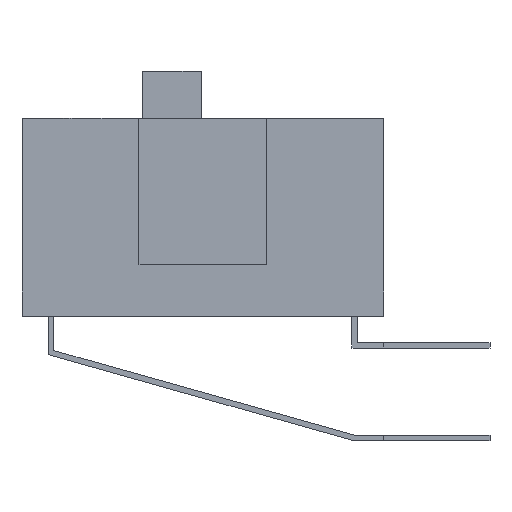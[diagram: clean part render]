
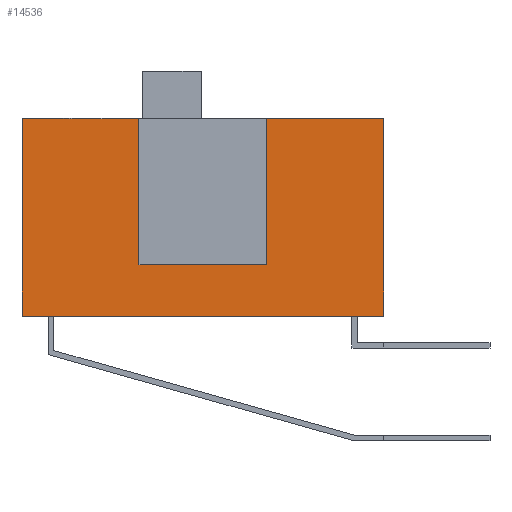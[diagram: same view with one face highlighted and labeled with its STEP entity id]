
A CAD part, left-side view. The second image highlights one B-rep face of the part: STEP entity #14536.
In plain terms, the highlighted planar face has unit normal (-1, 0, 0).
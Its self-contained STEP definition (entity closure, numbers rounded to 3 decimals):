
#587 = LINE ( 'NONE', #706, #705 ) ;
#704 = DIRECTION ( 'NONE',  ( 0., -1., 0. ) ) ;
#705 = VECTOR ( 'NONE', #704, 1000. ) ;
#706 = CARTESIAN_POINT ( 'NONE',  ( 0., 0., 0. ) ) ;
#2350 = CARTESIAN_POINT ( 'NONE',  ( 0., 0., 0. ) ) ;
#2436 = VECTOR ( 'NONE', #2438, 1000. ) ;
#2438 = DIRECTION ( 'NONE',  ( 0., 0., -1. ) ) ;
#2439 = CARTESIAN_POINT ( 'NONE',  ( 0., 0., 0. ) ) ;
#2441 = DIRECTION ( 'NONE',  ( 0., 1., 0. ) ) ;
#2442 = VECTOR ( 'NONE', #2441, 1000. ) ;
#2443 = CARTESIAN_POINT ( 'NONE',  ( 0., 0., -5.4 ) ) ;
#2444 = LINE ( 'NONE', #2443, #2442 ) ;
#2458 = LINE ( 'NONE', #2439, #2436 ) ;
#2495 = CARTESIAN_POINT ( 'NONE',  ( 0., 6.7, -4. ) ) ;
#2593 = CARTESIAN_POINT ( 'NONE',  ( 0., 9.9, -5.4 ) ) ;
#2619 = CARTESIAN_POINT ( 'NONE',  ( 0., 0., -5.4 ) ) ;
#2764 = CARTESIAN_POINT ( 'NONE',  ( 0., 6.7, 0. ) ) ;
#2828 = DIRECTION ( 'NONE',  ( 0., -1., 0. ) ) ;
#2829 = VECTOR ( 'NONE', #2828, 1000. ) ;
#2830 = CARTESIAN_POINT ( 'NONE',  ( 0., 0., 0. ) ) ;
#2835 = LINE ( 'NONE', #2830, #2829 ) ;
#2902 = CARTESIAN_POINT ( 'NONE',  ( 0., 3.2, 0. ) ) ;
#2904 = CARTESIAN_POINT ( 'NONE',  ( 0., 9.9, 0. ) ) ;
#3153 = PLANE ( 'NONE',  #3180 ) ;
#3156 = DIRECTION ( 'NONE',  ( 0., 0., 1. ) ) ;
#3157 = VECTOR ( 'NONE', #3156, 1000. ) ;
#3158 = CARTESIAN_POINT ( 'NONE',  ( 0., 3.2, -4. ) ) ;
#3159 = LINE ( 'NONE', #3158, #3157 ) ;
#3162 = DIRECTION ( 'NONE',  ( 0., 0., 1. ) ) ;
#3163 = VECTOR ( 'NONE', #3162, 1000. ) ;
#3164 = CARTESIAN_POINT ( 'NONE',  ( 0., 6.7, -4. ) ) ;
#3169 = CARTESIAN_POINT ( 'NONE',  ( 0., 9.9, 0. ) ) ;
#3176 = DIRECTION ( 'NONE',  ( 0., 0., 1. ) ) ;
#3177 = DIRECTION ( 'NONE',  ( -1., 0., 0. ) ) ;
#3178 = LINE ( 'NONE', #3164, #3163 ) ;
#3179 = LINE ( 'NONE', #3217, #3216 ) ;
#3180 = AXIS2_PLACEMENT_3D ( 'NONE', #3169, #3177, #3176 ) ;
#3184 = FACE_OUTER_BOUND ( 'NONE', #14199, .T. ) ;
#3202 = DIRECTION ( 'NONE',  ( 0., 0., 1. ) ) ;
#3203 = VECTOR ( 'NONE', #3202, 1000. ) ;
#3204 = CARTESIAN_POINT ( 'NONE',  ( 0., 9.9, 0. ) ) ;
#3205 = LINE ( 'NONE', #3204, #3203 ) ;
#3215 = DIRECTION ( 'NONE',  ( 0., -1., 0. ) ) ;
#3216 = VECTOR ( 'NONE', #3215, 1000. ) ;
#3217 = CARTESIAN_POINT ( 'NONE',  ( 0., 3.2, -4. ) ) ;
#3218 = CARTESIAN_POINT ( 'NONE',  ( 0., 3.2, -4. ) ) ;
#10430 = EDGE_CURVE ( 'NONE', #14419, #13111, #587, .T. ) ;
#13111 = VERTEX_POINT ( 'NONE', #2350 ) ;
#13635 = ORIENTED_EDGE ( 'NONE', *, *, #14539, .T. ) ;
#13747 = VERTEX_POINT ( 'NONE', #2593 ) ;
#13868 = VERTEX_POINT ( 'NONE', #2619 ) ;
#13886 = EDGE_CURVE ( 'NONE', #13111, #13868, #2458, .T. ) ;
#14026 = ORIENTED_EDGE ( 'NONE', *, *, #13886, .F. ) ;
#14031 = ORIENTED_EDGE ( 'NONE', *, *, #14421, .F. ) ;
#14033 = ORIENTED_EDGE ( 'NONE', *, *, #14541, .F. ) ;
#14037 = ORIENTED_EDGE ( 'NONE', *, *, #14543, .F. ) ;
#14095 = VERTEX_POINT ( 'NONE', #2495 ) ;
#14199 = EDGE_LOOP ( 'NONE', ( #13635, #14031, #14540, #14537, #14026, #14542, #14033, #14037 ) ) ;
#14241 = EDGE_CURVE ( 'NONE', #13868, #13747, #2444, .T. ) ;
#14361 = VERTEX_POINT ( 'NONE', #2764 ) ;
#14419 = VERTEX_POINT ( 'NONE', #2902 ) ;
#14421 = EDGE_CURVE ( 'NONE', #14426, #14361, #2835, .T. ) ;
#14426 = VERTEX_POINT ( 'NONE', #2904 ) ;
#14536 = ADVANCED_FACE ( 'NONE', ( #3184 ), #3153, .T. ) ;
#14537 = ORIENTED_EDGE ( 'NONE', *, *, #14241, .F. ) ;
#14539 = EDGE_CURVE ( 'NONE', #14095, #14361, #3178, .T. ) ;
#14540 = ORIENTED_EDGE ( 'NONE', *, *, #14553, .F. ) ;
#14541 = EDGE_CURVE ( 'NONE', #14548, #14419, #3159, .T. ) ;
#14542 = ORIENTED_EDGE ( 'NONE', *, *, #10430, .F. ) ;
#14543 = EDGE_CURVE ( 'NONE', #14095, #14548, #3179, .T. ) ;
#14548 = VERTEX_POINT ( 'NONE', #3218 ) ;
#14553 = EDGE_CURVE ( 'NONE', #13747, #14426, #3205, .T. ) ;
